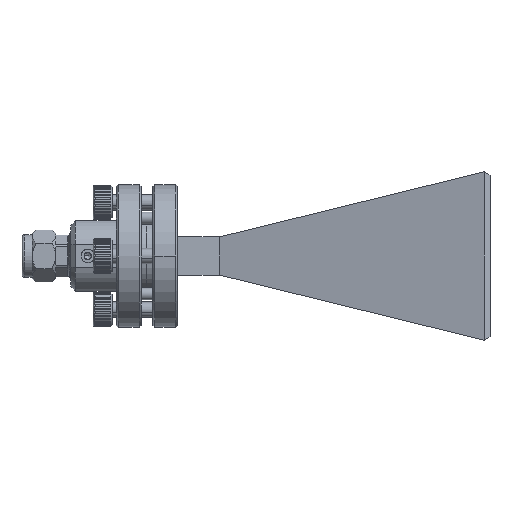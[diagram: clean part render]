
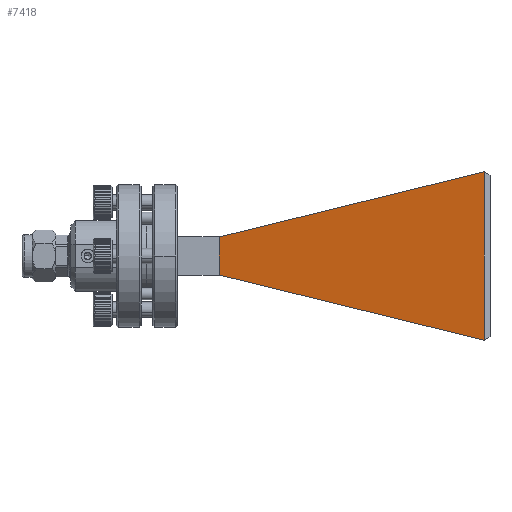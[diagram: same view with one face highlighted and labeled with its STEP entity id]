
A CAD part, front view. The second image highlights one B-rep face of the part: STEP entity #7418.
In plain terms, the highlighted planar face has unit normal (-0.201, -0.98, 0).
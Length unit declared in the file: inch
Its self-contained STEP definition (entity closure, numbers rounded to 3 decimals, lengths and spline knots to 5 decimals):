
#1485 = VERTEX_POINT ( 'NONE', #35543 ) ;
#1994 = CARTESIAN_POINT ( 'NONE',  ( -2.84192, 1.22713, 0.92069 ) ) ;
#2959 = CARTESIAN_POINT ( 'NONE',  ( -2.81253, 1.2211, 1.37019 ) ) ;
#3727 = CARTESIAN_POINT ( 'NONE',  ( -4.23253, 1.5126, 0.82069 ) ) ;
#5126 = EDGE_CURVE ( 'NONE', #33380, #1485, #7860, .T. ) ;
#6218 = EDGE_CURVE ( 'NONE', #1485, #26559, #19757, .T. ) ;
#7418 = ADVANCED_FACE ( 'NONE', ( #14375 ), #34821, .T. ) ;
#7420 = VERTEX_POINT ( 'NONE', #3727 ) ;
#7860 = LINE ( 'NONE', #1994, #30011 ) ;
#8236 = LINE ( 'NONE', #26969, #9115 ) ;
#9115 = VECTOR ( 'NONE', #9653, 39.37008 ) ;
#9653 = DIRECTION ( 'NONE',  ( -0.952, 0.195, 0.234 ) ) ;
#10791 = AXIS2_PLACEMENT_3D ( 'NONE', #12253, #23884, #26768 ) ;
#11863 = LINE ( 'NONE', #28258, #29607 ) ;
#12229 = VECTOR ( 'NONE', #17035, 39.37008 ) ;
#12253 = CARTESIAN_POINT ( 'NONE',  ( -2.53867, 1.16488, 0.92069 ) ) ;
#13895 = CARTESIAN_POINT ( 'NONE',  ( -4.23253, 1.5126, 1.02069 ) ) ;
#13953 = ORIENTED_EDGE ( 'NONE', *, *, #30508, .T. ) ;
#14019 = ORIENTED_EDGE ( 'NONE', *, *, #32272, .F. ) ;
#14130 = CARTESIAN_POINT ( 'NONE',  ( -2.84192, 1.22713, 0.47843 ) ) ;
#14375 = FACE_OUTER_BOUND ( 'NONE', #24202, .T. ) ;
#17035 = DIRECTION ( 'NONE',  ( -0.952, 0.195, -0.234 ) ) ;
#19757 = LINE ( 'NONE', #2959, #12229 ) ;
#23884 = DIRECTION ( 'NONE',  ( -0.201, -0.98, 0. ) ) ;
#24202 = EDGE_LOOP ( 'NONE', ( #14019, #29963, #29535, #13953 ) ) ;
#24632 = DIRECTION ( 'NONE',  ( 0., 0., 1. ) ) ;
#26559 = VERTEX_POINT ( 'NONE', #13895 ) ;
#26768 = DIRECTION ( 'NONE',  ( 0.98, -0.201, 0. ) ) ;
#26969 = CARTESIAN_POINT ( 'NONE',  ( -2.81253, 1.2211, 0.47119 ) ) ;
#28258 = CARTESIAN_POINT ( 'NONE',  ( -4.23253, 1.5126, 1.02069 ) ) ;
#29535 = ORIENTED_EDGE ( 'NONE', *, *, #6218, .T. ) ;
#29607 = VECTOR ( 'NONE', #36670, 39.37008 ) ;
#29963 = ORIENTED_EDGE ( 'NONE', *, *, #5126, .T. ) ;
#30011 = VECTOR ( 'NONE', #24632, 39.37008 ) ;
#30508 = EDGE_CURVE ( 'NONE', #26559, #7420, #11863, .T. ) ;
#32272 = EDGE_CURVE ( 'NONE', #33380, #7420, #8236, .T. ) ;
#33380 = VERTEX_POINT ( 'NONE', #14130 ) ;
#34821 = PLANE ( 'NONE',  #10791 ) ;
#35543 = CARTESIAN_POINT ( 'NONE',  ( -2.84192, 1.22713, 1.36296 ) ) ;
#36670 = DIRECTION ( 'NONE',  ( 0., 0., -1. ) ) ;
